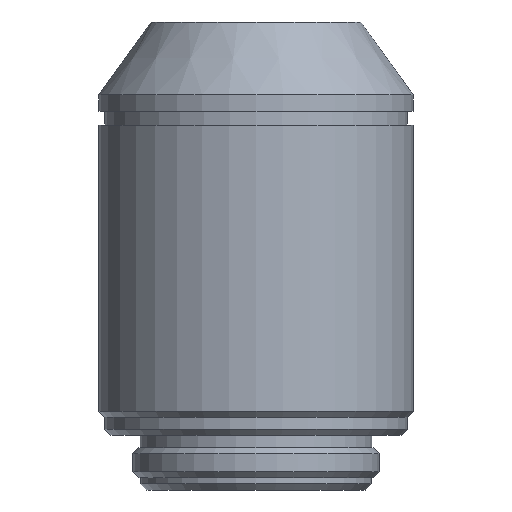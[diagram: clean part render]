
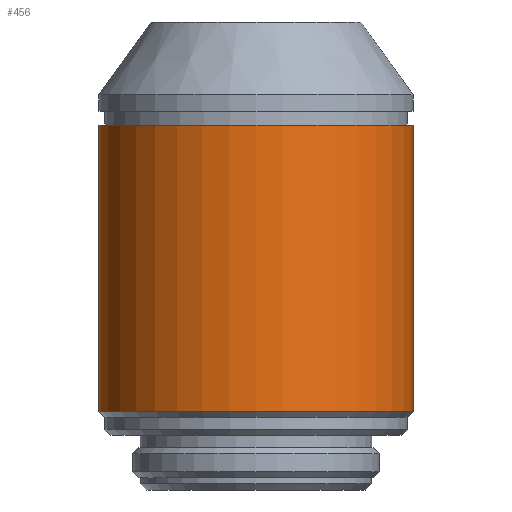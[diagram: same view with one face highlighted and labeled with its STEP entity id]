
A CAD part, front view. The second image highlights one B-rep face of the part: STEP entity #456.
In plain terms, the highlighted cylindrical face has radius 12.95 mm (diameter 25.9 mm), a partial arc.
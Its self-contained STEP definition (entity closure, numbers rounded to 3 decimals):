
#5 = EDGE_CURVE ( 'NONE', #44, #153, #878, .T. ) ;
#11 = EDGE_CURVE ( 'NONE', #213, #153, #339, .T. ) ;
#34 = LINE ( 'NONE', #112, #637 ) ;
#44 = VERTEX_POINT ( 'NONE', #122 ) ;
#87 = DIRECTION ( 'NONE',  ( 1., 0., 0. ) ) ;
#112 = CARTESIAN_POINT ( 'NONE',  ( -12.95, 0., 0. ) ) ;
#122 = CARTESIAN_POINT ( 'NONE',  ( -12.95, 0., 29.46 ) ) ;
#123 = VECTOR ( 'NONE', #198, 1000. ) ;
#153 = VERTEX_POINT ( 'NONE', #205 ) ;
#155 = CARTESIAN_POINT ( 'NONE',  ( 0., 0., 0. ) ) ;
#164 = EDGE_CURVE ( 'NONE', #942, #213, #992, .T. ) ;
#198 = DIRECTION ( 'NONE',  ( 0., 0., 1. ) ) ;
#205 = CARTESIAN_POINT ( 'NONE',  ( 12.95, 0., 29.46 ) ) ;
#213 = VERTEX_POINT ( 'NONE', #913 ) ;
#240 = CARTESIAN_POINT ( 'NONE',  ( -12.95, 0., 5.89 ) ) ;
#277 = CARTESIAN_POINT ( 'NONE',  ( 0., 0., 29.46 ) ) ;
#320 = DIRECTION ( 'NONE',  ( 0., 0., 1. ) ) ;
#339 = LINE ( 'NONE', #675, #123 ) ;
#393 = AXIS2_PLACEMENT_3D ( 'NONE', #277, #751, #948 ) ;
#407 = EDGE_LOOP ( 'NONE', ( #705, #643, #896, #425 ) ) ;
#411 = DIRECTION ( 'NONE',  ( 0., 0., 1. ) ) ;
#425 = ORIENTED_EDGE ( 'NONE', *, *, #5, .F. ) ;
#456 = ADVANCED_FACE ( 'NONE', ( #702 ), #554, .T. ) ;
#552 = DIRECTION ( 'NONE',  ( 0., 0., 1. ) ) ;
#553 = EDGE_CURVE ( 'NONE', #942, #44, #34, .T. ) ;
#554 = CYLINDRICAL_SURFACE ( 'NONE', #688, 12.95 ) ;
#637 = VECTOR ( 'NONE', #552, 1000. ) ;
#643 = ORIENTED_EDGE ( 'NONE', *, *, #164, .T. ) ;
#656 = DIRECTION ( 'NONE',  ( 1., 0., 0. ) ) ;
#675 = CARTESIAN_POINT ( 'NONE',  ( 12.95, 0., 0. ) ) ;
#688 = AXIS2_PLACEMENT_3D ( 'NONE', #155, #320, #656 ) ;
#702 = FACE_OUTER_BOUND ( 'NONE', #407, .T. ) ;
#705 = ORIENTED_EDGE ( 'NONE', *, *, #553, .F. ) ;
#751 = DIRECTION ( 'NONE',  ( 0., 0., 1. ) ) ;
#826 = CARTESIAN_POINT ( 'NONE',  ( 0., 0., 5.89 ) ) ;
#878 = CIRCLE ( 'NONE', #393, 12.95 ) ;
#896 = ORIENTED_EDGE ( 'NONE', *, *, #11, .T. ) ;
#913 = CARTESIAN_POINT ( 'NONE',  ( 12.95, 0., 5.89 ) ) ;
#942 = VERTEX_POINT ( 'NONE', #240 ) ;
#948 = DIRECTION ( 'NONE',  ( 1., 0., 0. ) ) ;
#992 = CIRCLE ( 'NONE', #1012, 12.95 ) ;
#1012 = AXIS2_PLACEMENT_3D ( 'NONE', #826, #411, #87 ) ;
